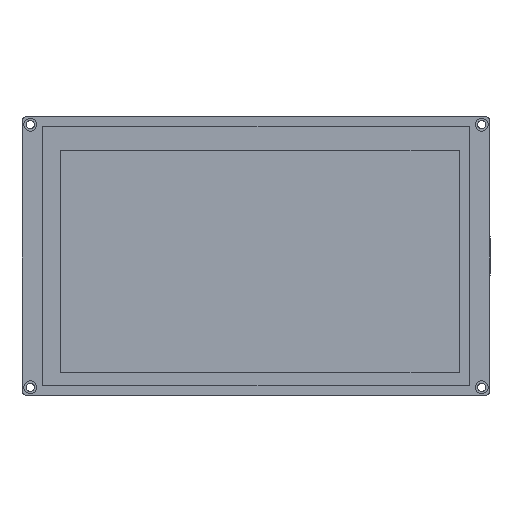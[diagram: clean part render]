
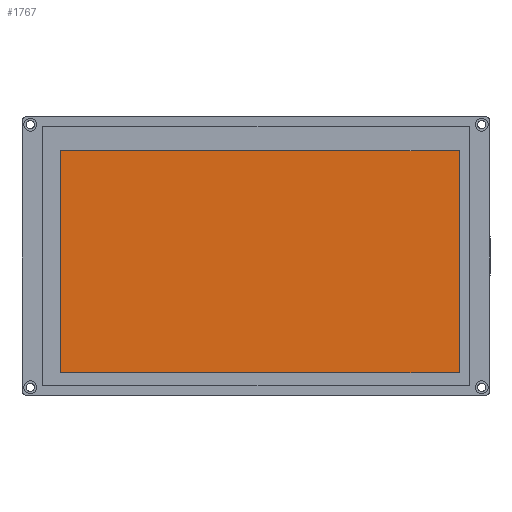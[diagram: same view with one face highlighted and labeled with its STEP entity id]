
A CAD part, top view. The second image highlights one B-rep face of the part: STEP entity #1767.
In plain terms, the highlighted planar face has unit normal (0, 0, 1).
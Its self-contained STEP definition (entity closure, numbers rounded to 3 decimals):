
#88 = CARTESIAN_POINT ( 'NONE',  ( 169.03, -13.3, 9.4 ) ) ;
#227 = DIRECTION ( 'NONE',  ( 0., 1., 0. ) ) ;
#270 = EDGE_CURVE ( 'NONE', #3116, #3739, #3280, .T. ) ;
#558 = VECTOR ( 'NONE', #2348, 1000. ) ;
#560 = VECTOR ( 'NONE', #227, 1000. ) ;
#605 = VERTEX_POINT ( 'NONE', #4293 ) ;
#629 = DIRECTION ( 'NONE',  ( 0., 0., 1. ) ) ;
#1047 = DIRECTION ( 'NONE',  ( 1., 0., 0. ) ) ;
#1139 = CARTESIAN_POINT ( 'NONE',  ( 14.95, -13.3, 9.4 ) ) ;
#1141 = DIRECTION ( 'NONE',  ( 0., -1., 0. ) ) ;
#1194 = ORIENTED_EDGE ( 'NONE', *, *, #270, .T. ) ;
#1357 = LINE ( 'NONE', #4544, #3278 ) ;
#1582 = VERTEX_POINT ( 'NONE', #2334 ) ;
#1662 = ORIENTED_EDGE ( 'NONE', *, *, #2505, .T. ) ;
#1767 = ADVANCED_FACE ( 'NONE', ( #2352 ), #3415, .T. ) ;
#1828 = CARTESIAN_POINT ( 'NONE',  ( 169.03, -99.22, 9.4 ) ) ;
#1873 = EDGE_CURVE ( 'NONE', #3739, #1582, #1357, .T. ) ;
#2243 = VECTOR ( 'NONE', #3644, 1000. ) ;
#2334 = CARTESIAN_POINT ( 'NONE',  ( 14.95, -99.22, 9.4 ) ) ;
#2348 = DIRECTION ( 'NONE',  ( 1., 0., 0. ) ) ;
#2352 = FACE_OUTER_BOUND ( 'NONE', #3608, .T. ) ;
#2444 = LINE ( 'NONE', #1828, #560 ) ;
#2505 = EDGE_CURVE ( 'NONE', #605, #3116, #2444, .T. ) ;
#2562 = ORIENTED_EDGE ( 'NONE', *, *, #1873, .T. ) ;
#2958 = CARTESIAN_POINT ( 'NONE',  ( 169.03, -13.3, 9.4 ) ) ;
#3059 = AXIS2_PLACEMENT_3D ( 'NONE', #4182, #629, #1047 ) ;
#3116 = VERTEX_POINT ( 'NONE', #2958 ) ;
#3278 = VECTOR ( 'NONE', #1141, 1000. ) ;
#3280 = LINE ( 'NONE', #88, #2243 ) ;
#3415 = PLANE ( 'NONE',  #3059 ) ;
#3608 = EDGE_LOOP ( 'NONE', ( #1662, #1194, #2562, #5030 ) ) ;
#3644 = DIRECTION ( 'NONE',  ( -1., 0., 0. ) ) ;
#3739 = VERTEX_POINT ( 'NONE', #1139 ) ;
#4182 = CARTESIAN_POINT ( 'NONE',  ( 0., 0., 9.4 ) ) ;
#4213 = LINE ( 'NONE', #4760, #558 ) ;
#4293 = CARTESIAN_POINT ( 'NONE',  ( 169.03, -99.22, 9.4 ) ) ;
#4544 = CARTESIAN_POINT ( 'NONE',  ( 14.95, -99.22, 9.4 ) ) ;
#4760 = CARTESIAN_POINT ( 'NONE',  ( 169.03, -99.22, 9.4 ) ) ;
#5030 = ORIENTED_EDGE ( 'NONE', *, *, #5076, .T. ) ;
#5076 = EDGE_CURVE ( 'NONE', #1582, #605, #4213, .T. ) ;
